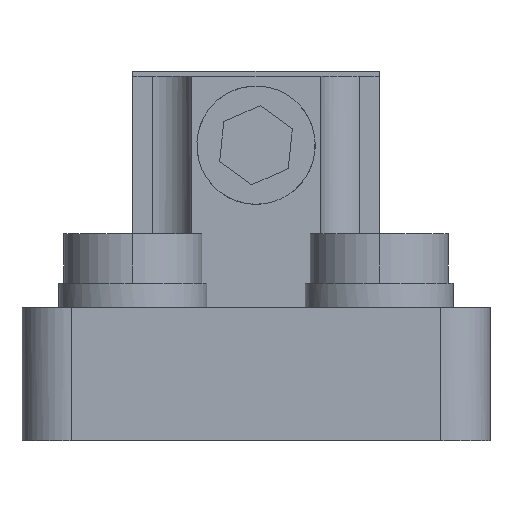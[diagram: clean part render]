
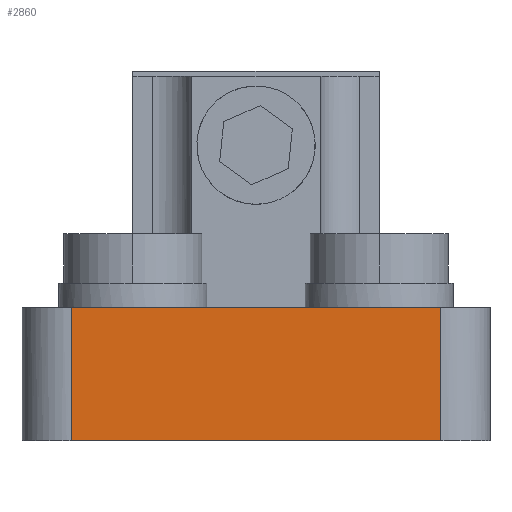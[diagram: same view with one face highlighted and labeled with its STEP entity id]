
A CAD part, left-side view. The second image highlights one B-rep face of the part: STEP entity #2860.
In plain terms, the highlighted planar face has unit normal (-1, 0, 0).
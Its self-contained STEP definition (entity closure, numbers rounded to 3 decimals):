
#164 = B_SPLINE_CURVE_WITH_KNOTS ( 'NONE', 3,
 ( #4347, #5426, #1181, #3223 ),
 .UNSPECIFIED., .F., .F.,
 ( 4, 4 ),
 ( 0., 1. ),
 .UNSPECIFIED. ) ;
#309 = CARTESIAN_POINT ( 'NONE',  ( -55., 12.5, 27. ) ) ;
#331 = FACE_OUTER_BOUND ( 'NONE', #1093, .T. ) ;
#445 = CARTESIAN_POINT ( 'NONE',  ( -55., -12.5, 18. ) ) ;
#1030 = AXIS2_PLACEMENT_3D ( 'NONE', #6688, #2452, #6630 ) ;
#1093 = EDGE_LOOP ( 'NONE', ( #3351, #3332, #1349, #4113 ) ) ;
#1181 = CARTESIAN_POINT ( 'NONE',  ( -55., 12.5, 0. ) ) ;
#1349 = ORIENTED_EDGE ( 'NONE', *, *, #5453, .T. ) ;
#1437 = CARTESIAN_POINT ( 'NONE',  ( -55., -12.5, 27. ) ) ;
#1569 = CARTESIAN_POINT ( 'NONE',  ( -55., 62.5, 0. ) ) ;
#1889 = CARTESIAN_POINT ( 'NONE',  ( -55., 62.5, 0. ) ) ;
#1950 = CARTESIAN_POINT ( 'NONE',  ( -55., -12.5, 0. ) ) ;
#2117 = VERTEX_POINT ( 'NONE', #1569 ) ;
#2332 = CARTESIAN_POINT ( 'NONE',  ( -55., 62.5, 27. ) ) ;
#2452 = DIRECTION ( 'NONE',  ( -1., 0., 0. ) ) ;
#2860 = ADVANCED_FACE ( 'NONE', ( #331 ), #4598, .T. ) ;
#2906 = VERTEX_POINT ( 'NONE', #5152 ) ;
#3223 = CARTESIAN_POINT ( 'NONE',  ( -55., -12.5, 0. ) ) ;
#3332 = ORIENTED_EDGE ( 'NONE', *, *, #5108, .T. ) ;
#3351 = ORIENTED_EDGE ( 'NONE', *, *, #3386, .T. ) ;
#3386 = EDGE_CURVE ( 'NONE', #2117, #2906, #164, .T. ) ;
#3576 = EDGE_CURVE ( 'NONE', #2117, #4192, #5782, .T. ) ;
#3704 = CARTESIAN_POINT ( 'NONE',  ( -55., -12.5, 27. ) ) ;
#4033 = CARTESIAN_POINT ( 'NONE',  ( -55., -12.5, 9. ) ) ;
#4113 = ORIENTED_EDGE ( 'NONE', *, *, #3576, .F. ) ;
#4192 = VERTEX_POINT ( 'NONE', #6157 ) ;
#4347 = CARTESIAN_POINT ( 'NONE',  ( -55., 62.5, 0. ) ) ;
#4506 = CARTESIAN_POINT ( 'NONE',  ( -55., 62.5, 27. ) ) ;
#4560 = VERTEX_POINT ( 'NONE', #3704 ) ;
#4598 = PLANE ( 'NONE',  #1030 ) ;
#4612 = CARTESIAN_POINT ( 'NONE',  ( -55., -12.5, 27. ) ) ;
#5108 = EDGE_CURVE ( 'NONE', #2906, #4560, #6324, .T. ) ;
#5152 = CARTESIAN_POINT ( 'NONE',  ( -55., -12.5, 0. ) ) ;
#5350 = B_SPLINE_CURVE_WITH_KNOTS ( 'NONE', 3,
 ( #1437, #309, #5521, #4506 ),
 .UNSPECIFIED., .F., .F.,
 ( 4, 4 ),
 ( 0., 1. ),
 .UNSPECIFIED. ) ;
#5426 = CARTESIAN_POINT ( 'NONE',  ( -55., 37.5, 0. ) ) ;
#5453 = EDGE_CURVE ( 'NONE', #4560, #4192, #5350, .T. ) ;
#5521 = CARTESIAN_POINT ( 'NONE',  ( -55., 37.5, 27. ) ) ;
#5782 = B_SPLINE_CURVE_WITH_KNOTS ( 'NONE', 1,
 ( #1889, #2332 ),
 .UNSPECIFIED., .F., .F.,
 ( 2, 2 ),
 ( 0., 1. ),
 .UNSPECIFIED. ) ;
#6157 = CARTESIAN_POINT ( 'NONE',  ( -55., 62.5, 27. ) ) ;
#6324 = B_SPLINE_CURVE_WITH_KNOTS ( 'NONE', 3,
 ( #1950, #4033, #445, #4612 ),
 .UNSPECIFIED., .F., .F.,
 ( 4, 4 ),
 ( 0., 1. ),
 .UNSPECIFIED. ) ;
#6630 = DIRECTION ( 'NONE',  ( 0., -1., 0. ) ) ;
#6688 = CARTESIAN_POINT ( 'NONE',  ( -55., 62.5, 0. ) ) ;
